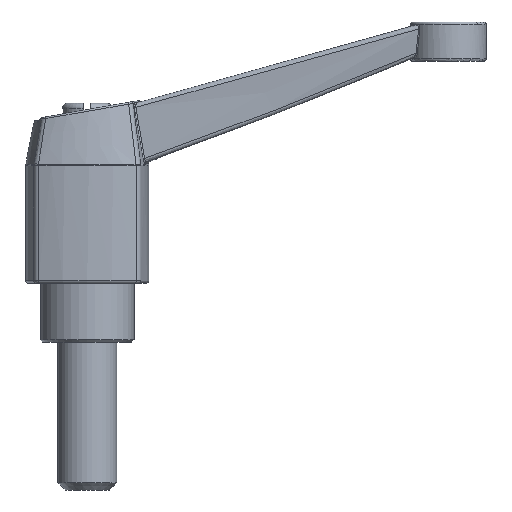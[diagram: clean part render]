
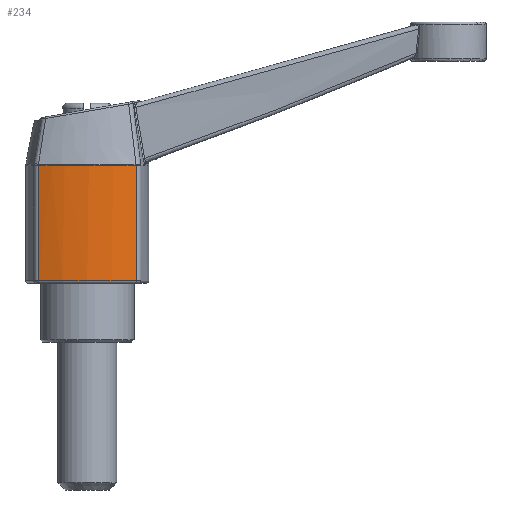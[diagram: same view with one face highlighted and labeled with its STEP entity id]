
A CAD part, front view. The second image highlights one B-rep face of the part: STEP entity #234.
In plain terms, the highlighted cylindrical face has radius 30.655 mm (diameter 61.31 mm), a partial arc.
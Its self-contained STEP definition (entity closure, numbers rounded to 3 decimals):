
#234 = ADVANCED_FACE( '', ( #579 ), #580, .T. );
#579 = FACE_OUTER_BOUND( '', #2398, .T. );
#580 = CYLINDRICAL_SURFACE( '', #2399, 30.655 );
#2398 = EDGE_LOOP( '', ( #9221, #9222, #9223, #9224 ) );
#2399 = AXIS2_PLACEMENT_3D( '', #9225, #9226, #9227 );
#9221 = ORIENTED_EDGE( '', *, *, #10224, .T. );
#9222 = ORIENTED_EDGE( '', *, *, #10129, .T. );
#9223 = ORIENTED_EDGE( '', *, *, #10225, .T. );
#9224 = ORIENTED_EDGE( '', *, *, #10226, .T. );
#9225 = CARTESIAN_POINT( '', ( 0., 18.155, 0. ) );
#9226 = DIRECTION( '', ( 0., 0., 1. ) );
#9227 = DIRECTION( '', ( -1., 0., 0. ) );
#10129 = EDGE_CURVE( '', #10661, #10667, #10669, .F. );
#10224 = EDGE_CURVE( '', #10825, #10661, #10826, .T. );
#10225 = EDGE_CURVE( '', #10667, #10827, #10828, .F. );
#10226 = EDGE_CURVE( '', #10827, #10825, #10829, .T. );
#10661 = VERTEX_POINT( '', #11768 );
#10667 = VERTEX_POINT( '', #11774 );
#10669 = CIRCLE( '', #11776, 30.655 );
#10825 = VERTEX_POINT( '', #12597 );
#10826 = LINE( '', #12598, #12599 );
#10827 = VERTEX_POINT( '', #12600 );
#10828 = LINE( '', #12601, #12602 );
#10829 = B_SPLINE_CURVE_WITH_KNOTS( '', 3, ( #12603, #12604, #12605, #12606, #12607, #12608, #12609, #12610, #12611, #12612, #12613, #12614, #12615, #12616, #12617, #12618, #12619, #12620, #12621, #12622, #12623, #12624, #12625, #12626, #12627, #12628, #12629, #12630, #12631, #12632, #12633, #12634, #12635, #12636, #12637, #12638, #12639, #12640, #12641, #12642, #12643, #12644, #12645, #12646 ), .UNSPECIFIED., .F., .F., ( 4, 2, 2, 1, 1, 2, 2, 2, 2, 1, 2, 2, 1, 1, 2, 2, 1, 2, 2, 1, 2, 2, 1, 2, 2, 4 ), ( 0., 0.001, 0.001, 0.003, 0.004, 0.005, 0.006, 0.007, 0.008, 0.009, 0.01, 0.01, 0.011, 0.011, 0.012, 0.012, 0.012, 0.013, 0.013, 0.014, 0.015, 0.016, 0.016, 0.018, 0.019, 0.02 ), .UNSPECIFIED. );
#11768 = CARTESIAN_POINT( '', ( -9.917, -10.851, 0.5 ) );
#11774 = CARTESIAN_POINT( '', ( 9.917, -10.851, 0.5 ) );
#11776 = AXIS2_PLACEMENT_3D( '', #15820, #15821, #15822 );
#12597 = CARTESIAN_POINT( '', ( -9.917, -10.851, 23.846 ) );
#12598 = CARTESIAN_POINT( '', ( -9.917, -10.851, 0. ) );
#12599 = VECTOR( '', #15902, 1000. );
#12600 = CARTESIAN_POINT( '', ( 9.917, -10.851, 23.881 ) );
#12601 = CARTESIAN_POINT( '', ( 9.917, -10.851, 0. ) );
#12602 = VECTOR( '', #15903, 1000. );
#12603 = CARTESIAN_POINT( '', ( 9.917, -10.851, 23.881 ) );
#12604 = CARTESIAN_POINT( '', ( 9.717, -10.92, 23.882 ) );
#12605 = CARTESIAN_POINT( '', ( 9.516, -10.986, 23.882 ) );
#12606 = CARTESIAN_POINT( '', ( 9.113, -11.115, 23.883 ) );
#12607 = CARTESIAN_POINT( '', ( 8.912, -11.177, 23.883 ) );
#12608 = CARTESIAN_POINT( '', ( 8.306, -11.356, 23.884 ) );
#12609 = CARTESIAN_POINT( '', ( 7.495, -11.578, 23.885 ) );
#12610 = CARTESIAN_POINT( '', ( 6.271, -11.861, 23.886 ) );
#12611 = CARTESIAN_POINT( '', ( 5.449, -12.015, 23.887 ) );
#12612 = CARTESIAN_POINT( '', ( 4.624, -12.152, 23.887 ) );
#12613 = CARTESIAN_POINT( '', ( 4.21, -12.212, 23.887 ) );
#12614 = CARTESIAN_POINT( '', ( 3.587, -12.29, 23.887 ) );
#12615 = CARTESIAN_POINT( '', ( 3.379, -12.314, 23.887 ) );
#12616 = CARTESIAN_POINT( '', ( 2.962, -12.357, 23.887 ) );
#12617 = CARTESIAN_POINT( '', ( 2.754, -12.377, 23.887 ) );
#12618 = CARTESIAN_POINT( '', ( 2.127, -12.429, 23.887 ) );
#12619 = CARTESIAN_POINT( '', ( 1.288, -12.482, 23.886 ) );
#12620 = CARTESIAN_POINT( '', ( 0.443, -12.5, 23.885 ) );
#12621 = CARTESIAN_POINT( '', ( -0.087, -12.5, 23.884 ) );
#12622 = CARTESIAN_POINT( '', ( -0.193, -12.5, 23.884 ) );
#12623 = CARTESIAN_POINT( '', ( -0.404, -12.498, 23.884 ) );
#12624 = CARTESIAN_POINT( '', ( -0.722, -12.493, 23.883 ) );
#12625 = CARTESIAN_POINT( '', ( -1.146, -12.48, 23.882 ) );
#12626 = CARTESIAN_POINT( '', ( -1.463, -12.465, 23.882 ) );
#12627 = CARTESIAN_POINT( '', ( -1.622, -12.457, 23.881 ) );
#12628 = CARTESIAN_POINT( '', ( -1.675, -12.454, 23.881 ) );
#12629 = CARTESIAN_POINT( '', ( -1.78, -12.448, 23.881 ) );
#12630 = CARTESIAN_POINT( '', ( -2.045, -12.433, 23.88 ) );
#12631 = CARTESIAN_POINT( '', ( -2.308, -12.414, 23.88 ) );
#12632 = CARTESIAN_POINT( '', ( -2.729, -12.379, 23.878 ) );
#12633 = CARTESIAN_POINT( '', ( -2.939, -12.359, 23.878 ) );
#12634 = CARTESIAN_POINT( '', ( -3.359, -12.316, 23.877 ) );
#12635 = CARTESIAN_POINT( '', ( -3.987, -12.245, 23.875 ) );
#12636 = CARTESIAN_POINT( '', ( -4.61, -12.154, 23.873 ) );
#12637 = CARTESIAN_POINT( '', ( -5.232, -12.051, 23.87 ) );
#12638 = CARTESIAN_POINT( '', ( -5.439, -12.014, 23.869 ) );
#12639 = CARTESIAN_POINT( '', ( -5.851, -11.937, 23.868 ) );
#12640 = CARTESIAN_POINT( '', ( -6.469, -11.815, 23.865 ) );
#12641 = CARTESIAN_POINT( '', ( -7.083, -11.673, 23.862 ) );
#12642 = CARTESIAN_POINT( '', ( -7.899, -11.468, 23.858 ) );
#12643 = CARTESIAN_POINT( '', ( -8.305, -11.357, 23.856 ) );
#12644 = CARTESIAN_POINT( '', ( -9.114, -11.117, 23.851 ) );
#12645 = CARTESIAN_POINT( '', ( -9.516, -10.989, 23.848 ) );
#12646 = CARTESIAN_POINT( '', ( -9.917, -10.851, 23.846 ) );
#15820 = CARTESIAN_POINT( '', ( 0., 18.155, 0.5 ) );
#15821 = DIRECTION( '', ( 0., 0., -1. ) );
#15822 = DIRECTION( '', ( -1., 0., 0. ) );
#15902 = DIRECTION( '', ( 0., 0., -1. ) );
#15903 = DIRECTION( '', ( 0., 0., -1. ) );
